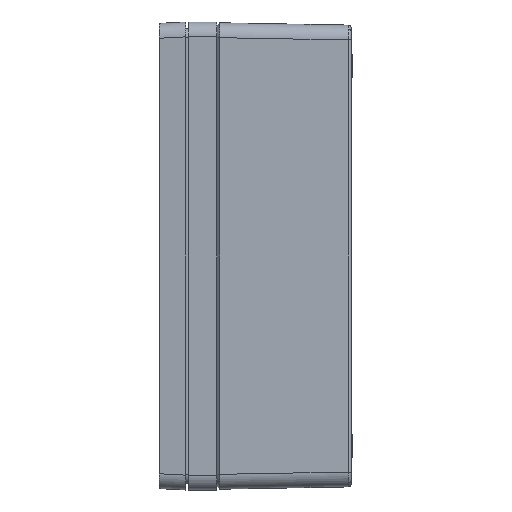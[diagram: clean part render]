
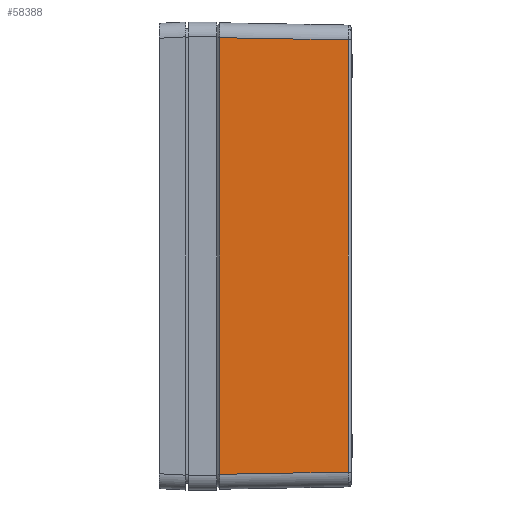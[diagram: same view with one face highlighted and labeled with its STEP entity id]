
A CAD part, left-side view. The second image highlights one B-rep face of the part: STEP entity #58388.
In plain terms, the highlighted planar face has unit normal (-1, -0.018, 0).
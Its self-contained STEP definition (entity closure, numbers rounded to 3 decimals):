
#12136 = ORIENTED_EDGE ( 'NONE', *, *, #57847, .T. ) ;
#12137 = ORIENTED_EDGE ( 'NONE', *, *, #57838, .T. ) ;
#12138 = ORIENTED_EDGE ( 'NONE', *, *, #57845, .T. ) ;
#12139 = ORIENTED_EDGE ( 'NONE', *, *, #57849, .T. ) ;
#20880 = CARTESIAN_POINT ( 'NONE',  ( -200.435, -88.036, 144.936 ) ) ;
#29840 = VERTEX_POINT ( 'NONE', #20880 ) ;
#31827 = LINE ( 'NONE', #48609, #46043 ) ;
#31828 = LINE ( 'NONE', #48625, #46044 ) ;
#31829 = LINE ( 'NONE', #48627, #46045 ) ;
#31830 = LINE ( 'NONE', #48629, #46046 ) ;
#32003 = FACE_OUTER_BOUND ( 'NONE', #33500, .T. ) ;
#33500 = EDGE_LOOP ( 'NONE', ( #12136, #12138, #12137, #12139 ) ) ;
#36678 = VERTEX_POINT ( 'NONE', #42184 ) ;
#36679 = VERTEX_POINT ( 'NONE', #42185 ) ;
#36680 = VERTEX_POINT ( 'NONE', #42186 ) ;
#42184 = CARTESIAN_POINT ( 'NONE',  ( -201.968, -1.787, 146.47 ) ) ;
#42185 = CARTESIAN_POINT ( 'NONE',  ( -201.968, -1.787, -146.47 ) ) ;
#42186 = CARTESIAN_POINT ( 'NONE',  ( -200.435, -88.036, -144.936 ) ) ;
#46043 = VECTOR ( 'NONE', #48610, 1000. ) ;
#46044 = VECTOR ( 'NONE', #48626, 1000. ) ;
#46045 = VECTOR ( 'NONE', #48628, 1000. ) ;
#46046 = VECTOR ( 'NONE', #48630, 1000. ) ;
#46316 = AXIS2_PLACEMENT_3D ( 'NONE', #52060, #52061, #52062 ) ;
#48609 = CARTESIAN_POINT ( 'NONE',  ( -201.904, -5.384, 146.406 ) ) ;
#48610 = DIRECTION ( 'NONE',  ( -0.018, 1., 0.018 ) ) ;
#48625 = CARTESIAN_POINT ( 'NONE',  ( -200.435, -88.036, 144.901 ) ) ;
#48626 = DIRECTION ( 'NONE',  ( 0., 0., 1. ) ) ;
#48627 = CARTESIAN_POINT ( 'NONE',  ( -202.003, 0.178, -146.505 ) ) ;
#48628 = DIRECTION ( 'NONE',  ( 0.018, -1., 0.018 ) ) ;
#48629 = CARTESIAN_POINT ( 'NONE',  ( -201.968, -1.787, -156.5 ) ) ;
#48630 = DIRECTION ( 'NONE',  ( 0., 0., -1. ) ) ;
#52059 = PLANE ( 'NONE',  #46316 ) ;
#52060 = CARTESIAN_POINT ( 'NONE',  ( -202., 0., -156.5 ) ) ;
#52061 = DIRECTION ( 'NONE',  ( -1., -0.018, 0. ) ) ;
#52062 = DIRECTION ( 'NONE',  ( 0.018, -1., 0. ) ) ;
#57838 = EDGE_CURVE ( 'NONE', #29840, #36678, #31827, .T. ) ;
#57845 = EDGE_CURVE ( 'NONE', #36680, #29840, #31828, .T. ) ;
#57847 = EDGE_CURVE ( 'NONE', #36679, #36680, #31829, .T. ) ;
#57849 = EDGE_CURVE ( 'NONE', #36678, #36679, #31830, .T. ) ;
#58388 = ADVANCED_FACE ( 'NONE', ( #32003 ), #52059, .T. ) ;
